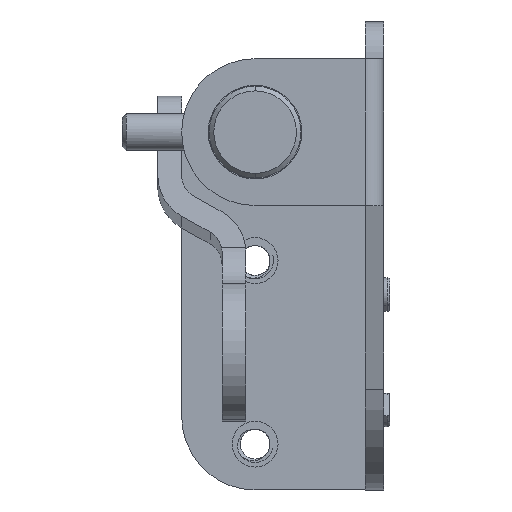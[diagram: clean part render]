
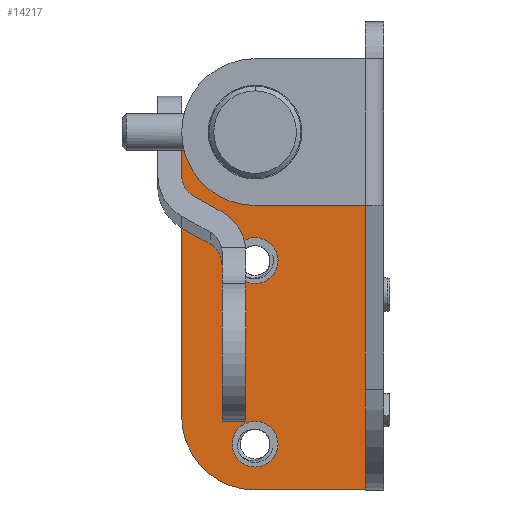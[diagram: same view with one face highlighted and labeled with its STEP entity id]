
A CAD part, left-side view. The second image highlights one B-rep face of the part: STEP entity #14217.
In plain terms, the highlighted face is planar.
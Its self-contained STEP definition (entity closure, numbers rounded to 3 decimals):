
#170 = CARTESIAN_POINT ( 'NONE',  ( -44.65, 0., -1.75 ) ) ;
#303 = VERTEX_POINT ( 'NONE', #8128 ) ;
#333 = LINE ( 'NONE', #11459, #4354 ) ;
#425 = AXIS2_PLACEMENT_3D ( 'NONE', #11179, #3848, #12416 ) ;
#483 = ORIENTED_EDGE ( 'NONE', *, *, #7564, .F. ) ;
#751 = EDGE_CURVE ( 'NONE', #2405, #5535, #11747, .T. ) ;
#1086 = ORIENTED_EDGE ( 'NONE', *, *, #13986, .F. ) ;
#1097 = FACE_OUTER_BOUND ( 'NONE', #4045, .T. ) ;
#1148 = CARTESIAN_POINT ( 'NONE',  ( -44.65, 0., -20.75 ) ) ;
#1341 = CIRCLE ( 'NONE', #13643, 2.5 ) ;
#1489 = FACE_BOUND ( 'NONE', #13711, .T. ) ;
#1520 = LINE ( 'NONE', #11480, #8026 ) ;
#1742 = CARTESIAN_POINT ( 'NONE',  ( -44.65, 0., -40.75 ) ) ;
#1780 = CARTESIAN_POINT ( 'NONE',  ( -44.65, 0., -43.25 ) ) ;
#1846 = CIRCLE ( 'NONE', #6841, 2.5 ) ;
#1870 = DIRECTION ( 'NONE',  ( -1., 0., 0. ) ) ;
#1888 = VERTEX_POINT ( 'NONE', #14355 ) ;
#1943 = AXIS2_PLACEMENT_3D ( 'NONE', #1742, #10313, #2972 ) ;
#2026 = LINE ( 'NONE', #14728, #11796 ) ;
#2086 = ORIENTED_EDGE ( 'NONE', *, *, #4139, .T. ) ;
#2373 = DIRECTION ( 'NONE',  ( 0., 0., 1. ) ) ;
#2405 = VERTEX_POINT ( 'NONE', #11198 ) ;
#2827 = DIRECTION ( 'NONE',  ( -1., 0., 0. ) ) ;
#2897 = CARTESIAN_POINT ( 'NONE',  ( -44.65, 0., -40.75 ) ) ;
#2972 = DIRECTION ( 'NONE',  ( 0., 0., 1. ) ) ;
#3085 = AXIS2_PLACEMENT_3D ( 'NONE', #4971, #13540, #6197 ) ;
#3460 = AXIS2_PLACEMENT_3D ( 'NONE', #9206, #1870, #10435 ) ;
#3660 = ORIENTED_EDGE ( 'NONE', *, *, #751, .T. ) ;
#3745 = EDGE_CURVE ( 'NONE', #4491, #11031, #1341, .T. ) ;
#3848 = DIRECTION ( 'NONE',  ( -1., 0., 0. ) ) ;
#3983 = FACE_BOUND ( 'NONE', #11852, .T. ) ;
#4045 = EDGE_LOOP ( 'NONE', ( #13849, #8894, #11834, #5605, #483, #1086 ) ) ;
#4131 = DIRECTION ( 'NONE',  ( 0., 0., 1. ) ) ;
#4139 = EDGE_CURVE ( 'NONE', #1888, #8718, #12050, .T. ) ;
#4155 = DIRECTION ( 'NONE',  ( 0., 0., -1. ) ) ;
#4168 = ORIENTED_EDGE ( 'NONE', *, *, #13690, .T. ) ;
#4354 = VECTOR ( 'NONE', #7814, 1000. ) ;
#4355 = FACE_BOUND ( 'NONE', #15829, .T. ) ;
#4410 = EDGE_CURVE ( 'NONE', #10648, #13761, #1520, .T. ) ;
#4413 = PLANE ( 'NONE',  #5245 ) ;
#4491 = VERTEX_POINT ( 'NONE', #1780 ) ;
#4535 = CIRCLE ( 'NONE', #3085, 8. ) ;
#4971 = CARTESIAN_POINT ( 'NONE',  ( -44.65, 0., -37.75 ) ) ;
#5245 = AXIS2_PLACEMENT_3D ( 'NONE', #5633, #11689, #15456 ) ;
#5482 = CARTESIAN_POINT ( 'NONE',  ( -44.65, 0., -6.75 ) ) ;
#5535 = VERTEX_POINT ( 'NONE', #6601 ) ;
#5605 = ORIENTED_EDGE ( 'NONE', *, *, #4410, .F. ) ;
#5633 = CARTESIAN_POINT ( 'NONE',  ( -44.65, -986., 1.25 ) ) ;
#6145 = DIRECTION ( 'NONE',  ( 0., 1., 0. ) ) ;
#6197 = DIRECTION ( 'NONE',  ( 0., 0., 1. ) ) ;
#6601 = CARTESIAN_POINT ( 'NONE',  ( -44.65, 0., -18.25 ) ) ;
#6714 = DIRECTION ( 'NONE',  ( 0., 0., 1. ) ) ;
#6716 = ORIENTED_EDGE ( 'NONE', *, *, #3745, .T. ) ;
#6841 = AXIS2_PLACEMENT_3D ( 'NONE', #1148, #9710, #2373 ) ;
#7012 = CARTESIAN_POINT ( 'NONE',  ( -44.65, -8., -6.75 ) ) ;
#7082 = EDGE_CURVE ( 'NONE', #5535, #2405, #1846, .T. ) ;
#7192 = AXIS2_PLACEMENT_3D ( 'NONE', #10154, #2827, #11384 ) ;
#7564 = EDGE_CURVE ( 'NONE', #15466, #10648, #8934, .T. ) ;
#7604 = CARTESIAN_POINT ( 'NONE',  ( -44.65, -8., -37.75 ) ) ;
#7781 = CIRCLE ( 'NONE', #1943, 2.5 ) ;
#7814 = DIRECTION ( 'NONE',  ( 0., 0., -1. ) ) ;
#8026 = VECTOR ( 'NONE', #4155, 1000. ) ;
#8128 = CARTESIAN_POINT ( 'NONE',  ( -44.65, 0., -45.75 ) ) ;
#8198 = VERTEX_POINT ( 'NONE', #7012 ) ;
#8718 = VERTEX_POINT ( 'NONE', #170 ) ;
#8769 = CIRCLE ( 'NONE', #10477, 8. ) ;
#8894 = ORIENTED_EDGE ( 'NONE', *, *, #13479, .F. ) ;
#8934 = LINE ( 'NONE', #13676, #12950 ) ;
#8940 = VERTEX_POINT ( 'NONE', #7604 ) ;
#9206 = CARTESIAN_POINT ( 'NONE',  ( -44.65, 0., -6.75 ) ) ;
#9211 = CARTESIAN_POINT ( 'NONE',  ( -44.65, 0., 1.25 ) ) ;
#9710 = DIRECTION ( 'NONE',  ( -1., 0., 0. ) ) ;
#9948 = EDGE_CURVE ( 'NONE', #303, #13761, #2026, .T. ) ;
#10154 = CARTESIAN_POINT ( 'NONE',  ( -44.65, 0., -6.75 ) ) ;
#10239 = EDGE_CURVE ( 'NONE', #11031, #4491, #7781, .T. ) ;
#10313 = DIRECTION ( 'NONE',  ( -1., 0., 0. ) ) ;
#10435 = DIRECTION ( 'NONE',  ( 0., 0., 1. ) ) ;
#10477 = AXIS2_PLACEMENT_3D ( 'NONE', #5482, #14053, #6714 ) ;
#10615 = ORIENTED_EDGE ( 'NONE', *, *, #7082, .T. ) ;
#10648 = VERTEX_POINT ( 'NONE', #10730 ) ;
#10730 = CARTESIAN_POINT ( 'NONE',  ( -44.65, 12., 1.25 ) ) ;
#10815 = ORIENTED_EDGE ( 'NONE', *, *, #10239, .T. ) ;
#11031 = VERTEX_POINT ( 'NONE', #11730 ) ;
#11179 = CARTESIAN_POINT ( 'NONE',  ( -44.65, 0., -20.75 ) ) ;
#11198 = CARTESIAN_POINT ( 'NONE',  ( -44.65, 0., -23.25 ) ) ;
#11384 = DIRECTION ( 'NONE',  ( 0., 0., 1. ) ) ;
#11459 = CARTESIAN_POINT ( 'NONE',  ( -44.65, -8., 1.25 ) ) ;
#11460 = DIRECTION ( 'NONE',  ( -1., 0., 0. ) ) ;
#11480 = CARTESIAN_POINT ( 'NONE',  ( -44.65, 12., -30.75 ) ) ;
#11689 = DIRECTION ( 'NONE',  ( -1., 0., 0. ) ) ;
#11730 = CARTESIAN_POINT ( 'NONE',  ( -44.65, 0., -38.25 ) ) ;
#11747 = CIRCLE ( 'NONE', #425, 2.5 ) ;
#11796 = VECTOR ( 'NONE', #6145, 1000. ) ;
#11834 = ORIENTED_EDGE ( 'NONE', *, *, #9948, .T. ) ;
#11852 = EDGE_LOOP ( 'NONE', ( #10615, #3660 ) ) ;
#12050 = CIRCLE ( 'NONE', #3460, 5. ) ;
#12134 = EDGE_CURVE ( 'NONE', #8198, #8940, #333, .T. ) ;
#12416 = DIRECTION ( 'NONE',  ( 0., 0., 1. ) ) ;
#12950 = VECTOR ( 'NONE', #14922, 1000. ) ;
#13163 = CIRCLE ( 'NONE', #7192, 5. ) ;
#13479 = EDGE_CURVE ( 'NONE', #303, #8940, #4535, .T. ) ;
#13540 = DIRECTION ( 'NONE',  ( -1., 0., 0. ) ) ;
#13643 = AXIS2_PLACEMENT_3D ( 'NONE', #2897, #11460, #4131 ) ;
#13676 = CARTESIAN_POINT ( 'NONE',  ( -44.65, -986., 1.25 ) ) ;
#13690 = EDGE_CURVE ( 'NONE', #8718, #1888, #13163, .T. ) ;
#13711 = EDGE_LOOP ( 'NONE', ( #2086, #4168 ) ) ;
#13761 = VERTEX_POINT ( 'NONE', #15088 ) ;
#13849 = ORIENTED_EDGE ( 'NONE', *, *, #12134, .T. ) ;
#13986 = EDGE_CURVE ( 'NONE', #8198, #15466, #8769, .T. ) ;
#14053 = DIRECTION ( 'NONE',  ( -1., 0., 0. ) ) ;
#14217 = ADVANCED_FACE ( 'NONE', ( #1489, #3983, #4355, #1097 ), #4413, .F. ) ;
#14355 = CARTESIAN_POINT ( 'NONE',  ( -44.65, 0., -11.75 ) ) ;
#14728 = CARTESIAN_POINT ( 'NONE',  ( -44.65, -986., -45.75 ) ) ;
#14922 = DIRECTION ( 'NONE',  ( 0., 1., 0. ) ) ;
#15088 = CARTESIAN_POINT ( 'NONE',  ( -44.65, 12., -45.75 ) ) ;
#15456 = DIRECTION ( 'NONE',  ( 0., 0., 1. ) ) ;
#15466 = VERTEX_POINT ( 'NONE', #9211 ) ;
#15829 = EDGE_LOOP ( 'NONE', ( #10815, #6716 ) ) ;
